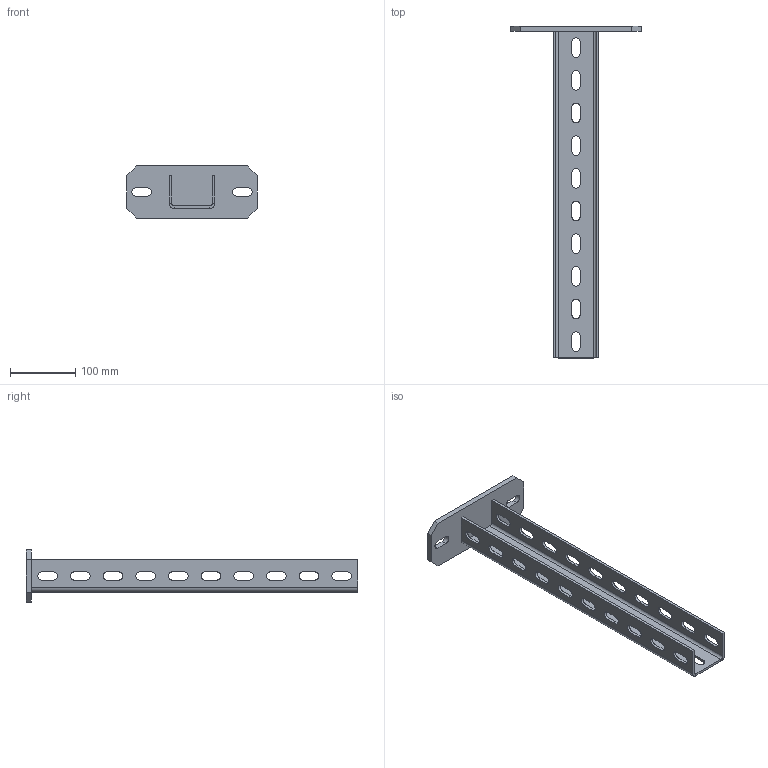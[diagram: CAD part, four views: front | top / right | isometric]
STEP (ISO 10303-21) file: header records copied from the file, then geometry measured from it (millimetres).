
FILE_DESCRIPTION((''),'2;1');
FILE_NAME('721550_ASM','2018-12-11T11:43:17',('tomasz.grudniewski'),(''),'CREO PARAMETRIC BY PTC INC, 2018260','CREO PARAMETRIC BY PTC INC, 2018260','');
FILE_SCHEMA(('CONFIG_CONTROL_DESIGN'));
Length unit declared in the file: millimetre
Products named in the file (3): PODSTAWA_80X200_G8_PRT; 70X50X500_PRT; 721550_ASM
Assembly tree (2 placements, depth 2):
  721550_ASM
    PODSTAWA_80X200_G8_PRT
    70X50X500_PRT
Bounding box: 200 x 508 x 80 mm (x, y, z)
Volume: 389991.5 mm3; surface area: 184942.6 mm2
Topology: 2 solids, 2 shells, 160 faces, 452 edges, 296 vertices
Faces by surface type: plane 92, cylinder 68
Entity records: 5400 total; most frequent: DIRECTION 918, CARTESIAN_POINT 913, ORIENTED_EDGE 904, EDGE_CURVE 452, VECTOR 316, LINE 316, AXIS2_PLACEMENT_3D 301, VERTEX_POINT 296
